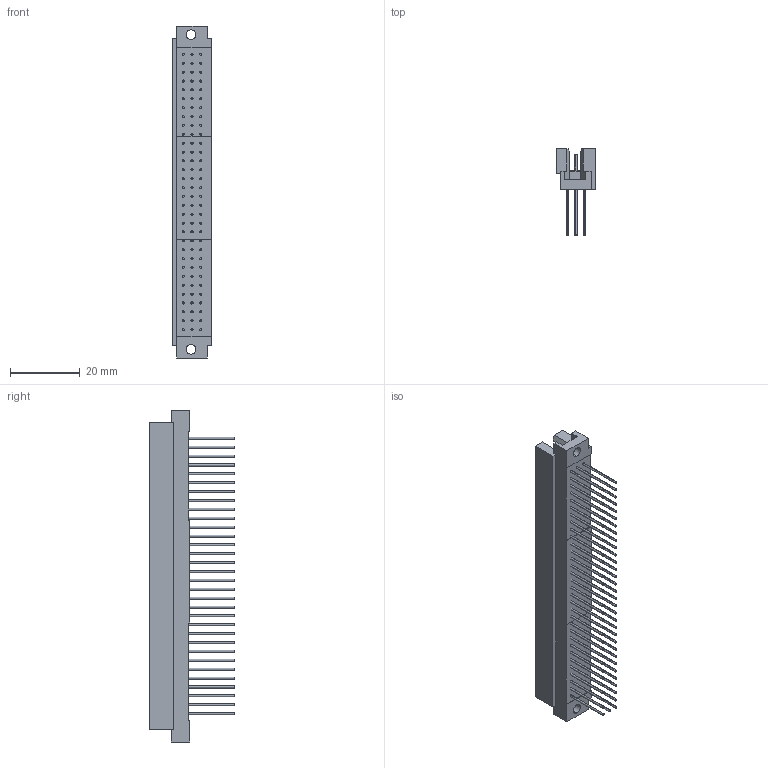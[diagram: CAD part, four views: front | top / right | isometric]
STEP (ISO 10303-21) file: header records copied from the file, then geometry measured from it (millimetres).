
FILE_DESCRIPTION (( 'STEP AP214' ), '1' );
FILE_NAME ('09731966907.STEP', '2021-05-21T09:01:15', ( '' ), ( '' ), 'SwSTEP 2.0', 'SolidWorks 2019', '' );
FILE_SCHEMA (( 'AUTOMOTIVE_DESIGN' ));
Length unit declared in the file: millimetre
Products named in the file (3): 09731966907; Pin
Assembly tree (91 placements, depth 2):
  09731966907
    09731966907
    Pin  x90
Bounding box: 11.1 x 24.6 x 95 mm (x, y, z)
Volume: 6712.1 mm3; surface area: 9664.7 mm2
Topology: 91 solids, 91 shells, 468 faces, 806 edges, 532 vertices
Faces by surface type: plane 260, cylinder 208
Entity records: 4342 total; most frequent: DIRECTION 744, CARTESIAN_POINT 654, ORIENTED_EDGE 544, EDGE_CURVE 272, AXIS2_PLACEMENT_3D 266, VECTOR 212, LINE 212, VERTEX_POINT 176
